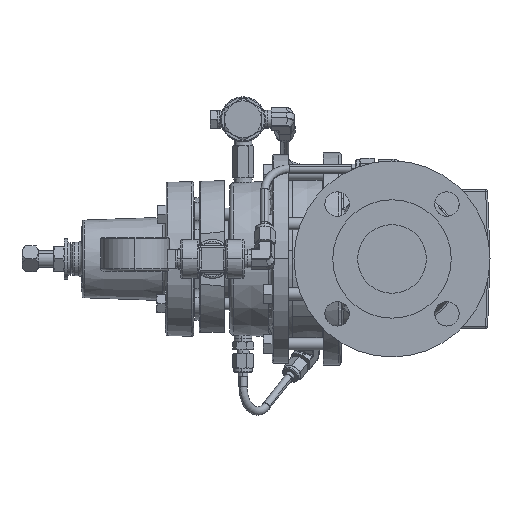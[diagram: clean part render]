
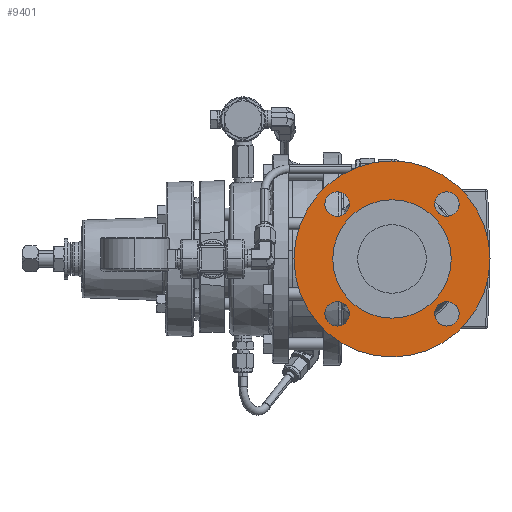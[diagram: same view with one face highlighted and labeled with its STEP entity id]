
A CAD part, left-side view. The second image highlights one B-rep face of the part: STEP entity #9401.
In plain terms, the highlighted planar face has unit normal (-1, 0, 0).
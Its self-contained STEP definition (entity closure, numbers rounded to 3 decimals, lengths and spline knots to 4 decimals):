
#620 = AXIS2_PLACEMENT_3D ( 'NONE', #18613, #69153, #27002 ) ;
#1261 = EDGE_CURVE ( 'Defeatured_0_2071+Defeatured_0_662+Defeatured_0_662+Defeatured_0_662', #31704, #79069, #73004, .T. ) ;
#3851 = AXIS2_PLACEMENT_3D ( 'NONE', #13191, #71405, #22311 ) ;
#4243 = DIRECTION ( 'NONE',  ( -1., 0., 0. ) ) ;
#5248 = CARTESIAN_POINT ( 'NONE',  ( -4.438, -1.6794, 2.0544 ) ) ;
#5259 = DIRECTION ( 'NONE',  ( 0., 0., 1. ) ) ;
#9244 = DIRECTION ( 'NONE',  ( 0., 0., 1. ) ) ;
#9401 = ADVANCED_FACE ( 'Defeatured_0_662', ( #20251, #16333, #80106, #13744, #39827, #60643 ), #14249, .T. ) ;
#10936 = VERTEX_POINT ( 'NONE', #49757 ) ;
#13191 = CARTESIAN_POINT ( 'NONE',  ( -4.438, -1.6794, -1.6794 ) ) ;
#13744 = FACE_BOUND ( 'NONE', #26829, .T. ) ;
#14249 = PLANE ( 'NONE',  #20862 ) ;
#15679 = ORIENTED_EDGE ( 'NONE', *, *, #21952, .F. ) ;
#16333 = FACE_BOUND ( 'NONE', #77506, .T. ) ;
#16382 = DIRECTION ( 'NONE',  ( -1., 0., 0. ) ) ;
#16987 = CARTESIAN_POINT ( 'NONE',  ( -4.438, 1.6794, -2.0544 ) ) ;
#18613 = CARTESIAN_POINT ( 'NONE',  ( -4.438, 0., 0. ) ) ;
#18859 = CIRCLE ( 'NONE', #66015, 0.375 ) ;
#18945 = AXIS2_PLACEMENT_3D ( 'NONE', #62754, #19880, #28607 ) ;
#19538 = CARTESIAN_POINT ( 'NONE',  ( -4.438, 0., 0. ) ) ;
#19880 = DIRECTION ( 'NONE',  ( -1., 0., 0. ) ) ;
#20251 = FACE_BOUND ( 'NONE', #77059, .T. ) ;
#20862 = AXIS2_PLACEMENT_3D ( 'NONE', #24455, #16382, #25165 ) ;
#21952 = EDGE_CURVE ( 'Defeatured_0_664+Defeatured_0_662+Defeatured_0_662+Defeatured_0_662', #60415, #10936, #79711, .T. ) ;
#22197 = CARTESIAN_POINT ( 'NONE',  ( -4.438, 0., 0. ) ) ;
#22311 = DIRECTION ( 'NONE',  ( 0., 0., 1. ) ) ;
#24455 = CARTESIAN_POINT ( 'NONE',  ( -4.438, 1.8125, 0. ) ) ;
#24804 = AXIS2_PLACEMENT_3D ( 'NONE', #53387, #27953, #28666 ) ;
#24888 = DIRECTION ( 'NONE',  ( 0., 0., 1. ) ) ;
#25165 = DIRECTION ( 'NONE',  ( 0., 0., 1. ) ) ;
#26829 = EDGE_LOOP ( 'NONE', ( #28623, #106213 ) ) ;
#27002 = DIRECTION ( 'NONE',  ( 0., 0., 1. ) ) ;
#27839 = ORIENTED_EDGE ( 'NONE', *, *, #64630, .F. ) ;
#27928 = DIRECTION ( 'NONE',  ( -1., 0., 0. ) ) ;
#27953 = DIRECTION ( 'NONE',  ( -1., 0., 0. ) ) ;
#28080 = ORIENTED_EDGE ( 'NONE', *, *, #56174, .T. ) ;
#28525 = CARTESIAN_POINT ( 'NONE',  ( -4.438, 1.6794, -1.6794 ) ) ;
#28607 = DIRECTION ( 'NONE',  ( 0., 0., 1. ) ) ;
#28623 = ORIENTED_EDGE ( 'NONE', *, *, #39698, .F. ) ;
#28666 = DIRECTION ( 'NONE',  ( 0., 0., 1. ) ) ;
#28885 = ORIENTED_EDGE ( 'NONE', *, *, #77071, .F. ) ;
#30584 = DIRECTION ( 'NONE',  ( -1., 0., 0. ) ) ;
#31704 = VERTEX_POINT ( 'NONE', #104164 ) ;
#33066 = ORIENTED_EDGE ( 'NONE', *, *, #73240, .T. ) ;
#35645 = CARTESIAN_POINT ( 'NONE',  ( -4.438, -1.6794, 1.3044 ) ) ;
#36492 = CIRCLE ( 'NONE', #82583, 0.375 ) ;
#37103 = AXIS2_PLACEMENT_3D ( 'NONE', #47781, #87709, #5259 ) ;
#37306 = AXIS2_PLACEMENT_3D ( 'NONE', #22197, #30584, #38973 ) ;
#38973 = DIRECTION ( 'NONE',  ( 0., 0., 1. ) ) ;
#39698 = EDGE_CURVE ( 'Defeatured_0_2070+Defeatured_0_662+Defeatured_0_662+Defeatured_0_662', #86299, #107052, #18859, .T. ) ;
#39827 = FACE_BOUND ( 'NONE', #45173, .T. ) ;
#40591 = CIRCLE ( 'NONE', #3851, 0.375 ) ;
#43220 = CARTESIAN_POINT ( 'NONE',  ( -4.438, 0., -1.8125 ) ) ;
#44924 = DIRECTION ( 'NONE',  ( -1., 0., 0. ) ) ;
#45173 = EDGE_LOOP ( 'NONE', ( #101459, #15679 ) ) ;
#45672 = EDGE_CURVE ( 'Defeatured_0_2072+Defeatured_0_662+Defeatured_0_662+Defeatured_0_662', #83252, #76341, #81967, .T. ) ;
#46765 = VERTEX_POINT ( 'NONE', #87797 ) ;
#47130 = EDGE_CURVE ( 'Defeatured_0_2070+Defeatured_0_662+Defeatured_0_662+Defeatured_0_662', #107052, #86299, #77973, .T. ) ;
#47347 = AXIS2_PLACEMENT_3D ( 'NONE', #19538, #27928, #60662 ) ;
#47687 = ORIENTED_EDGE ( 'NONE', *, *, #96355, .F. ) ;
#47781 = CARTESIAN_POINT ( 'NONE',  ( -4.438, 0., 0. ) ) ;
#49333 = CARTESIAN_POINT ( 'NONE',  ( -4.438, -1.6794, -2.0544 ) ) ;
#49757 = CARTESIAN_POINT ( 'NONE',  ( -4.438, 0., 1.8125 ) ) ;
#53387 = CARTESIAN_POINT ( 'NONE',  ( -4.438, -1.6794, 1.6794 ) ) ;
#54481 = CIRCLE ( 'NONE', #82881, 0.375 ) ;
#55792 = DIRECTION ( 'NONE',  ( -1., 0., 0. ) ) ;
#56174 = EDGE_CURVE ( 'Defeatured_0_662+Defeatured_0_656+Defeatured_0_656+Defeatured_0_656', #46765, #77753, #103635, .T. ) ;
#56755 = EDGE_LOOP ( 'NONE', ( #28885, #80812 ) ) ;
#56915 = DIRECTION ( 'NONE',  ( -1., 0., 0. ) ) ;
#58077 = DIRECTION ( 'NONE',  ( 0., 0., 1. ) ) ;
#58781 = DIRECTION ( 'NONE',  ( -1., 0., 0. ) ) ;
#59991 = CARTESIAN_POINT ( 'NONE',  ( -4.438, -3., 0. ) ) ;
#60415 = VERTEX_POINT ( 'NONE', #43220 ) ;
#60643 = FACE_OUTER_BOUND ( 'NONE', #81885, .T. ) ;
#60662 = DIRECTION ( 'NONE',  ( 0., 0., 1. ) ) ;
#61768 = AXIS2_PLACEMENT_3D ( 'NONE', #28525, #44924, #103012 ) ;
#62754 = CARTESIAN_POINT ( 'NONE',  ( -4.438, 1.6794, 1.6794 ) ) ;
#62864 = CARTESIAN_POINT ( 'NONE',  ( -4.438, 1.6794, -1.3044 ) ) ;
#64630 = EDGE_CURVE ( 'Defeatured_0_2073+Defeatured_0_662+Defeatured_0_662+Defeatured_0_662', #81312, #71141, #54481, .T. ) ;
#66015 = AXIS2_PLACEMENT_3D ( 'NONE', #98336, #56915, #24888 ) ;
#67136 = CARTESIAN_POINT ( 'NONE',  ( -4.438, -1.6794, -1.3044 ) ) ;
#67831 = ORIENTED_EDGE ( 'NONE', *, *, #75709, .F. ) ;
#69153 = DIRECTION ( 'NONE',  ( -1., 0., 0. ) ) ;
#69879 = CIRCLE ( 'NONE', #104754, 0.375 ) ;
#70790 = ORIENTED_EDGE ( 'NONE', *, *, #45672, .F. ) ;
#71141 = VERTEX_POINT ( 'NONE', #49333 ) ;
#71405 = DIRECTION ( 'NONE',  ( -1., 0., 0. ) ) ;
#73004 = CIRCLE ( 'NONE', #18945, 0.375 ) ;
#73240 = EDGE_CURVE ( 'Defeatured_0_662+Defeatured_0_656+Defeatured_0_656+Defeatured_0_656', #77753, #46765, #105637, .T. ) ;
#75709 = EDGE_CURVE ( 'Defeatured_0_2073+Defeatured_0_662+Defeatured_0_662+Defeatured_0_662', #71141, #81312, #40591, .T. ) ;
#76341 = VERTEX_POINT ( 'NONE', #35645 ) ;
#77059 = EDGE_LOOP ( 'NONE', ( #27839, #67831 ) ) ;
#77071 = EDGE_CURVE ( 'Defeatured_0_2071+Defeatured_0_662+Defeatured_0_662+Defeatured_0_662', #79069, #31704, #36492, .T. ) ;
#77506 = EDGE_LOOP ( 'NONE', ( #70790, #47687 ) ) ;
#77753 = VERTEX_POINT ( 'NONE', #59991 ) ;
#77973 = CIRCLE ( 'NONE', #61768, 0.375 ) ;
#79069 = VERTEX_POINT ( 'NONE', #100812 ) ;
#79092 = DIRECTION ( 'NONE',  ( 0., 0., 1. ) ) ;
#79711 = CIRCLE ( 'NONE', #47347, 1.8125 ) ;
#79799 = CARTESIAN_POINT ( 'NONE',  ( -4.438, 1.6794, 1.6794 ) ) ;
#80106 = FACE_BOUND ( 'NONE', #56755, .T. ) ;
#80812 = ORIENTED_EDGE ( 'NONE', *, *, #1261, .F. ) ;
#81312 = VERTEX_POINT ( 'NONE', #67136 ) ;
#81885 = EDGE_LOOP ( 'NONE', ( #28080, #33066 ) ) ;
#81967 = CIRCLE ( 'NONE', #24804, 0.375 ) ;
#82583 = AXIS2_PLACEMENT_3D ( 'NONE', #79799, #4243, #79092 ) ;
#82881 = AXIS2_PLACEMENT_3D ( 'NONE', #92198, #58781, #58077 ) ;
#83156 = EDGE_CURVE ( 'Defeatured_0_664+Defeatured_0_662+Defeatured_0_662+Defeatured_0_662', #10936, #60415, #103663, .T. ) ;
#83252 = VERTEX_POINT ( 'NONE', #5248 ) ;
#86299 = VERTEX_POINT ( 'NONE', #62864 ) ;
#87709 = DIRECTION ( 'NONE',  ( -1., 0., 0. ) ) ;
#87797 = CARTESIAN_POINT ( 'NONE',  ( -4.438, 3., 0. ) ) ;
#92198 = CARTESIAN_POINT ( 'NONE',  ( -4.438, -1.6794, -1.6794 ) ) ;
#96355 = EDGE_CURVE ( 'Defeatured_0_2072+Defeatured_0_662+Defeatured_0_662+Defeatured_0_662', #76341, #83252, #69879, .T. ) ;
#98336 = CARTESIAN_POINT ( 'NONE',  ( -4.438, 1.6794, -1.6794 ) ) ;
#100812 = CARTESIAN_POINT ( 'NONE',  ( -4.438, 1.6794, 2.0544 ) ) ;
#101459 = ORIENTED_EDGE ( 'NONE', *, *, #83156, .F. ) ;
#103012 = DIRECTION ( 'NONE',  ( 0., 0., 1. ) ) ;
#103635 = CIRCLE ( 'NONE', #620, 3. ) ;
#103663 = CIRCLE ( 'NONE', #37306, 1.8125 ) ;
#104164 = CARTESIAN_POINT ( 'NONE',  ( -4.438, 1.6794, 1.3044 ) ) ;
#104754 = AXIS2_PLACEMENT_3D ( 'NONE', #105551, #55792, #9244 ) ;
#105551 = CARTESIAN_POINT ( 'NONE',  ( -4.438, -1.6794, 1.6794 ) ) ;
#105637 = CIRCLE ( 'NONE', #37103, 3. ) ;
#106213 = ORIENTED_EDGE ( 'NONE', *, *, #47130, .F. ) ;
#107052 = VERTEX_POINT ( 'NONE', #16987 ) ;
